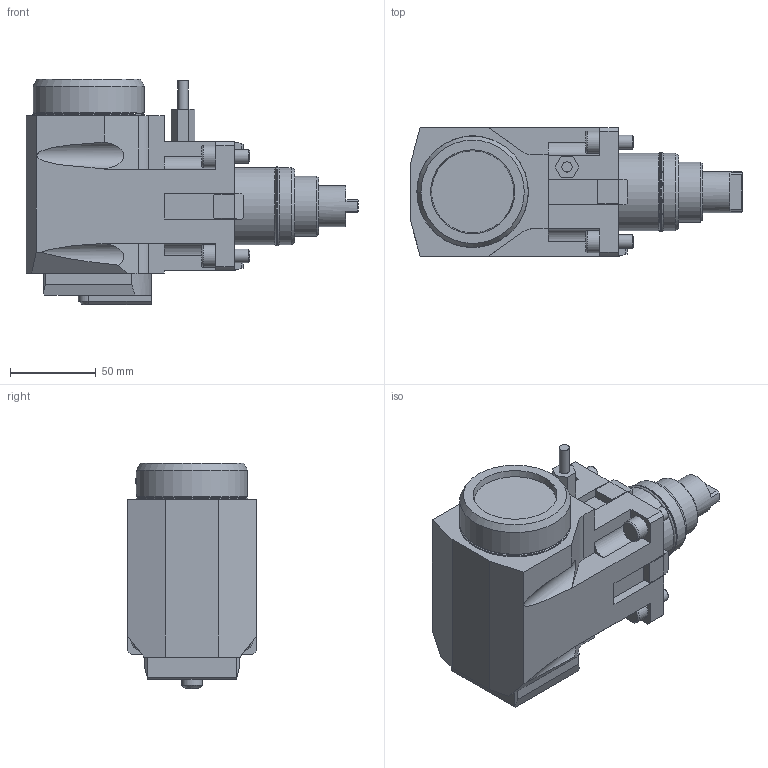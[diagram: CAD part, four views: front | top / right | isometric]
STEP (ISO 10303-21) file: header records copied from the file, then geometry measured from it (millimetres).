
FILE_DESCRIPTION(/* description */ (''),/* implementation_level */ '2;1');
FILE_NAME(/* name */ 'EWS_172030_DIN4003_tmp.stp',/* time_stamp */ '2020-02-18T13:36:29+01:00',/* author */ ('EWS'),/* organization */ (''),/* preprocessor_version */ 'ST-DEVELOPER v17.2',/* originating_system */ 'Autodesk Inventor 2019',/* authorisation */ '');
FILE_SCHEMA (('AUTOMOTIVE_DESIGN { 1 0 10303 214 3 1 1 }'));
Length unit declared in the file: millimetre
Products named in the file (1): EWS_172030_DIN4003
Bounding box: 193.5 x 75 x 131.5 mm (x, y, z)
Volume: 882789.6 mm3; surface area: 77423.4 mm2
Topology: 1 solids, 1 shells, 206 faces, 580 edges, 388 vertices
Faces by surface type: plane 147, cylinder 40, cone 13, torus 6
Full cylindrical faces by diameter (mm): 6 x1, 8 x4, 13 x4, 24 x1, 35 x1, 42 x3, 45 x2, 46.389 x1, 64.8 x1, 65 x1
Entity records: 6778 total; most frequent: CARTESIAN_POINT 1222, ORIENTED_EDGE 1160, DIRECTION 1151, EDGE_CURVE 580, LINE 417, VECTOR 417, VERTEX_POINT 388, AXIS2_PLACEMENT_3D 367
